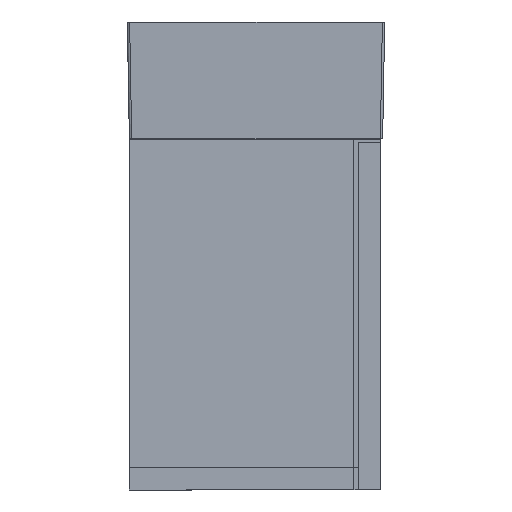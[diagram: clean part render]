
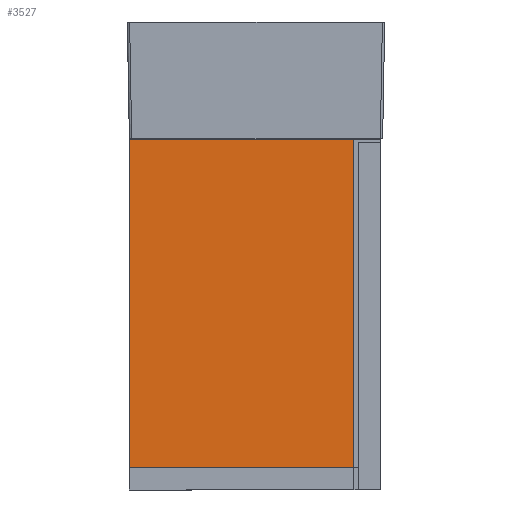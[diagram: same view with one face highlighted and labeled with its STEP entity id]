
A CAD part, left-side view. The second image highlights one B-rep face of the part: STEP entity #3527.
In plain terms, the highlighted planar face has unit normal (-1, 0, 0).
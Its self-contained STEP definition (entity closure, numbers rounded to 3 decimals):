
#540=FACE_OUTER_BOUND('',#763,.T.);
#763=EDGE_LOOP('',(#3159,#3160,#3161,#3162));
#1048=LINE('',#20093,#1360);
#1052=LINE('',#20101,#1364);
#1055=LINE('',#20107,#1367);
#1058=LINE('',#20112,#1370);
#1360=VECTOR('',#4627,1.);
#1364=VECTOR('',#4633,1.);
#1367=VECTOR('',#4638,1.);
#1370=VECTOR('',#4643,1.);
#1689=VERTEX_POINT('',#20091);
#1690=VERTEX_POINT('',#20092);
#1693=VERTEX_POINT('',#20100);
#1695=VERTEX_POINT('',#20106);
#2177=EDGE_CURVE('',#1689,#1690,#1048,.T.);
#2181=EDGE_CURVE('',#1693,#1689,#1052,.T.);
#2184=EDGE_CURVE('',#1695,#1693,#1055,.T.);
#2187=EDGE_CURVE('',#1690,#1695,#1058,.T.);
#3159=ORIENTED_EDGE('',*,*,#2187,.F.);
#3160=ORIENTED_EDGE('',*,*,#2177,.F.);
#3161=ORIENTED_EDGE('',*,*,#2181,.F.);
#3162=ORIENTED_EDGE('',*,*,#2184,.F.);
#3318=PLANE('',#3843);
#3527=ADVANCED_FACE('',(#540),#3318,.F.);
#3843=AXIS2_PLACEMENT_3D('',#20115,#4647,#4648);
#4627=DIRECTION('',(0.,0.,-1.));
#4633=DIRECTION('',(0.,-1.,0.));
#4638=DIRECTION('',(0.,0.,1.));
#4643=DIRECTION('',(0.,1.,0.));
#4647=DIRECTION('center_axis',(1.,0.,0.));
#4648=DIRECTION('ref_axis',(0.,0.,-1.));
#20091=CARTESIAN_POINT('',(0.,-192.,300.));
#20092=CARTESIAN_POINT('',(0.,-192.,19.));
#20093=CARTESIAN_POINT('',(0.,-192.,300.));
#20100=CARTESIAN_POINT('',(0.,0.,300.));
#20101=CARTESIAN_POINT('',(0.,0.,300.));
#20106=CARTESIAN_POINT('',(0.,0.,19.));
#20107=CARTESIAN_POINT('',(0.,0.,19.));
#20112=CARTESIAN_POINT('',(0.,-192.,19.));
#20115=CARTESIAN_POINT('Origin',(0.,-96.,159.5));
